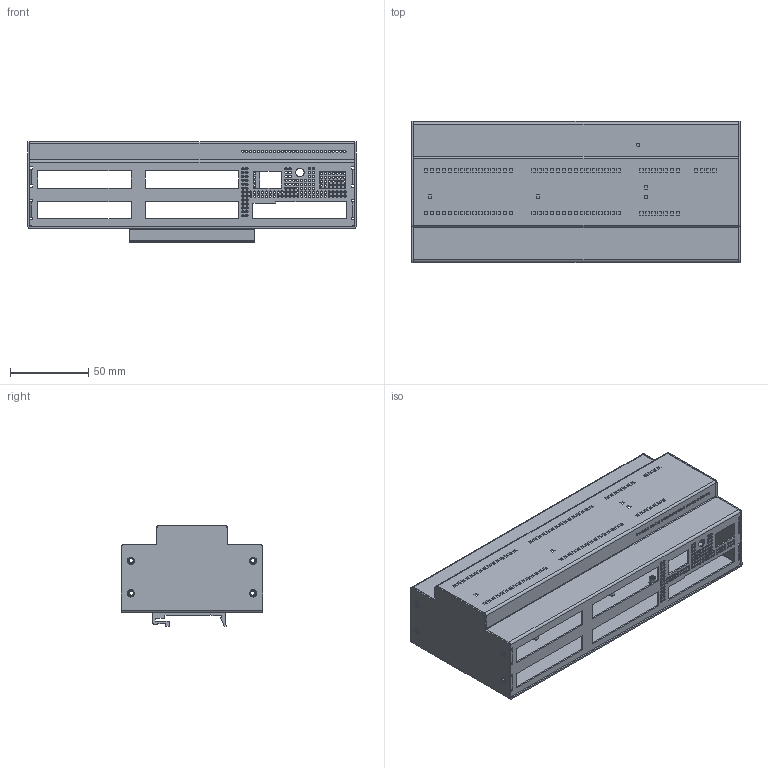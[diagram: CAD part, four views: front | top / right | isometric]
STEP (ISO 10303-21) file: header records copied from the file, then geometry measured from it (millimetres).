
FILE_DESCRIPTION(/* description */ (''),/* implementation_level */ '2;1');
FILE_NAME(/* name */ 'L207_Sestava krabičky v1.0.step',/* time_stamp */ '2021-08-31T09:30:03+02:00',/* author */ (''),/* organization */ (''),/* preprocessor_version */ 'ST-DEVELOPER v18.1',/* originating_system */ 'Autodesk Translation Framework v10.10.0.1391',/* authorisation */ '');
FILE_SCHEMA (('AUTOMOTIVE_DESIGN { 1 0 10303 214 3 1 1 }'));
Length unit declared in the file: millimetre
Products named in the file (5): L207_Sestava krabičky v1.0; L207-507-527_SKELET_1.0; TR Fastenings Ltd-M2_5X5MM; DIN rail holder-80mm(EMKO); L207_KRYT_v1.0
Assembly tree (9 placements, depth 3):
  L207_Sestava krabičky v1.0
    L207-507-527_SKELET_1.0
      TR Fastenings Ltd-M2_5X5MM  x6
      DIN rail holder-80mm(EMKO)
    L207_KRYT_v1.0
Bounding box: 209.42 x 90 x 64.41 mm (x, y, z)
Volume: 72050.5 mm3; surface area: 136879.2 mm2
Topology: 9 solids, 9 shells, 1195 faces, 3343 edges, 2178 vertices
Faces by surface type: plane 652, cylinder 498, cone 25, bspline 20
Full cylindrical faces by diameter (mm): 1.5 x289, 2 x1, 2.075 x24, 2.58 x6, 2.7 x11, 3.2 x13, 3.76 x6, 4.11 x6, 4.2 x6, 5.4 x1
Entity records: 36314 total; most frequent: CARTESIAN_POINT 7239, ORIENTED_EDGE 5824, DIRECTION 5721, EDGE_CURVE 2912, LINE 2057, VECTOR 2057, VERTEX_POINT 1898, EDGE_LOOP 1860
